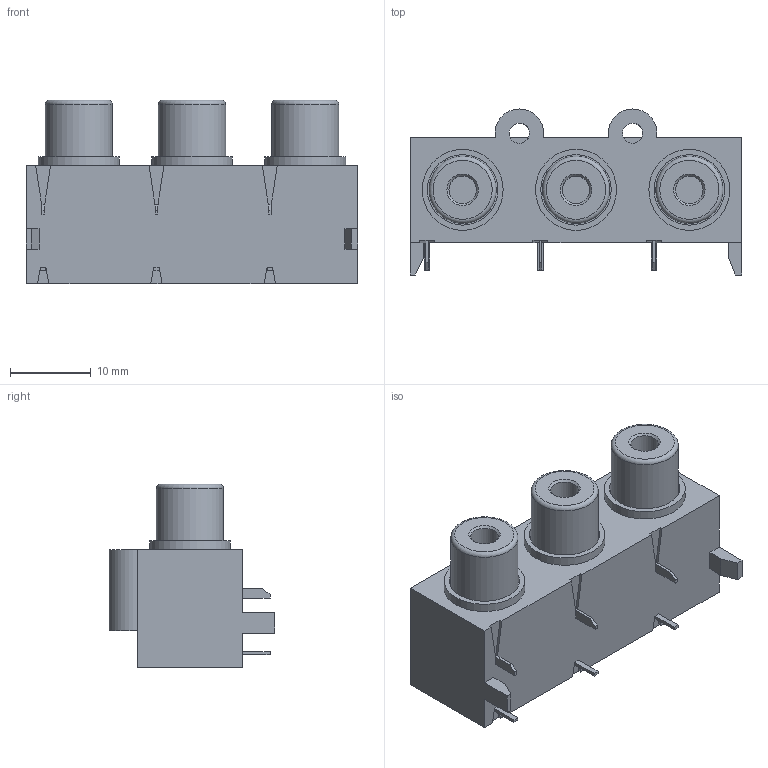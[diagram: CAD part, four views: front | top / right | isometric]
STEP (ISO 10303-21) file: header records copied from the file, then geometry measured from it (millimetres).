
FILE_DESCRIPTION((''),'2;1');
FILE_NAME('CON_RCA_3_PIN.stp','2012-05-16T12:59:47',('william.junior'),(''),'Autodesk Inventor 2012','Autodesk Inventor 2012','');
FILE_SCHEMA(('AUTOMOTIVE_DESIGN { 1 0 10303 214 1 1 1 1 }'));
Length unit declared in the file: millimetre
Products named in the file (1): CON_RCA_3_PIN
Bounding box: 41 x 20.5 x 22.7 mm (x, y, z)
Volume: 9153.9 mm3; surface area: 4190.3 mm2
Topology: 1 solids, 1 shells, 105 faces, 263 edges, 170 vertices
Faces by surface type: plane 83, cylinder 16, torus 3, cone 3
Full cylindrical faces by diameter (mm): 2.5 x2, 3.4 x3, 8.3 x3, 8.7 x3, 10 x3
Entity records: 3161 total; most frequent: CARTESIAN_POINT 515, DIRECTION 493, ORIENTED_EDGE 482, EDGE_CURVE 241, VECTOR 201, LINE 201, VERTEX_POINT 168, AXIS2_PLACEMENT_3D 146
